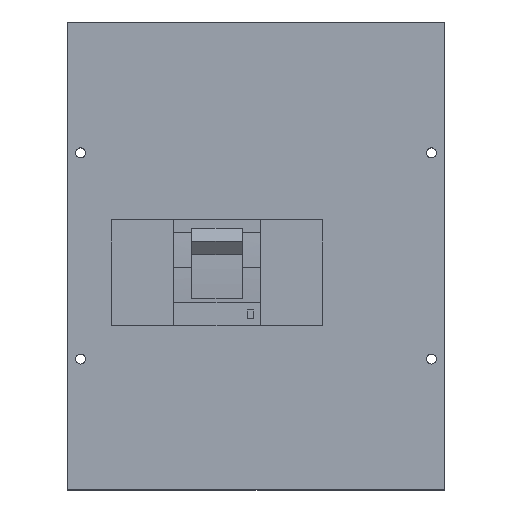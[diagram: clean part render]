
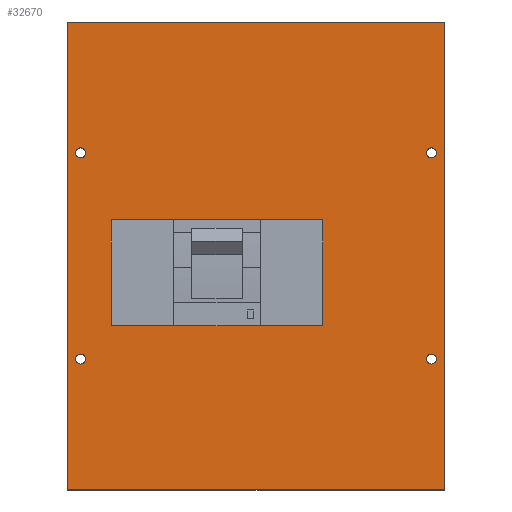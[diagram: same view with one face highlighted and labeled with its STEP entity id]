
A CAD part, top view. The second image highlights one B-rep face of the part: STEP entity #32670.
In plain terms, the highlighted planar face has unit normal (0, 0, 1).
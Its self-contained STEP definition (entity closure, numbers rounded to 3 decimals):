
#30390=CARTESIAN_POINT('',(-134.,225.,
0.));
#30400=VERTEX_POINT('',#30390);
#30480=CARTESIAN_POINT('',(204.,225.,0.
));
#30490=VERTEX_POINT('',#30480);
#30520=CARTESIAN_POINT('',(0.,225.,0.));
#30530=DIRECTION('',(-1.,0.,0.));
#30540=VECTOR('',#30530,1.);
#30550=LINE('',#30520,#30540);
#30560=EDGE_CURVE('',#30490,#30400,#30550,.T.);
#30700=CARTESIAN_POINT('',(-134.,-195.,
0.));
#30710=VERTEX_POINT('',#30700);
#30760=CARTESIAN_POINT('',(-134.,0.,0.));
#30770=DIRECTION('',(0.,-1.,0.));
#30780=VECTOR('',#30770,1.);
#30790=LINE('',#30760,#30780);
#30800=EDGE_CURVE('',#30400,#30710,#30790,.T.);
#30960=CARTESIAN_POINT('',(204.,-195.,
0.));
#30970=VERTEX_POINT('',#30960);
#31000=CARTESIAN_POINT('',(204.,0.,0.));
#31010=DIRECTION('',(0.,1.,0.));
#31020=VECTOR('',#31010,1.);
#31030=LINE('',#31000,#31020);
#31040=EDGE_CURVE('',#30970,#30490,#31030,.T.);
#31170=CARTESIAN_POINT('',(0.,-195.,0.));
#31180=DIRECTION('',(1.,0.,0.));
#31190=VECTOR('',#31180,1.);
#31200=LINE('',#31170,#31190);
#31210=EDGE_CURVE('',#30710,#30970,#31200,.T.);
#31260=CARTESIAN_POINT('',(70.961,114.945,
0.));
#31270=DIRECTION('',(0.,0.,1.));
#31280=DIRECTION('',(1.,0.,0.));
#31290=AXIS2_PLACEMENT_3D('',#31260,#31270,#31280);
#31300=PLANE('',#31290);
#31310=ORIENTED_EDGE('',*,*,#31040,.T.);
#31320=ORIENTED_EDGE('',*,*,#31210,.T.);
#31330=ORIENTED_EDGE('',*,*,#30800,.T.);
#31340=ORIENTED_EDGE('',*,*,#30560,.T.);
#31350=EDGE_LOOP('',(#31340,#31330,#31320,#31310));
#31360=FACE_OUTER_BOUND('',#31350,.T.);
#31370=CARTESIAN_POINT('',(-94.,46.5,0.))
;
#31380=DIRECTION('',(0.,0.,1.));
#31390=DIRECTION('',(1.,0.,0.));
#31400=AXIS2_PLACEMENT_3D('',#31370,#31380,#31390);
#31410=CIRCLE('',#31400,1.);
#31420=CARTESIAN_POINT('',(-94.,47.5,0.))
;
#31430=VERTEX_POINT('',#31420);
#31440=CARTESIAN_POINT('',(-95.,46.5,0.))
;
#31450=VERTEX_POINT('',#31440);
#31460=EDGE_CURVE('',#31430,#31450,#31410,.T.);
#31470=ORIENTED_EDGE('',*,*,#31460,.F.);
#31480=CARTESIAN_POINT('',(-95.,0.,0.));
#31490=DIRECTION('',(0.,-1.,0.));
#31500=VECTOR('',#31490,1.);
#31510=LINE('',#31480,#31500);
#31520=CARTESIAN_POINT('',(-95.,-46.5,0.)
);
#31530=VERTEX_POINT('',#31520);
#31540=EDGE_CURVE('',#31450,#31530,#31510,.T.);
#31550=ORIENTED_EDGE('',*,*,#31540,.F.);
#31560=CARTESIAN_POINT('',(-94.,-46.5,0.)
);
#31570=DIRECTION('',(0.,0.,-1.));
#31580=DIRECTION('',(-1.,0.,0.));
#31590=AXIS2_PLACEMENT_3D('',#31560,#31570,#31580);
#31600=CIRCLE('',#31590,1.);
#31610=CARTESIAN_POINT('',(-94.,-47.5,0.)
);
#31620=VERTEX_POINT('',#31610);
#31630=EDGE_CURVE('',#31620,#31530,#31600,.T.);
#31640=ORIENTED_EDGE('',*,*,#31630,.T.);
#31650=CARTESIAN_POINT('',(0.,-47.5,0.));
#31660=DIRECTION('',(1.,0.,0.));
#31670=VECTOR('',#31660,1.);
#31680=LINE('',#31650,#31670);
#31690=CARTESIAN_POINT('',(94.,-47.5,0.))
;
#31700=VERTEX_POINT('',#31690);
#31710=EDGE_CURVE('',#31620,#31700,#31680,.T.);
#31720=ORIENTED_EDGE('',*,*,#31710,.F.);
#31730=CARTESIAN_POINT('',(94.,-46.5,0.))
;
#31740=DIRECTION('',(0.,0.,1.));
#31750=DIRECTION('',(1.,0.,0.));
#31760=AXIS2_PLACEMENT_3D('',#31730,#31740,#31750);
#31770=CIRCLE('',#31760,1.);
#31780=CARTESIAN_POINT('',(95.,-46.5,0.))
;
#31790=VERTEX_POINT('',#31780);
#31800=EDGE_CURVE('',#31700,#31790,#31770,.T.);
#31810=ORIENTED_EDGE('',*,*,#31800,.F.);
#31820=CARTESIAN_POINT('',(95.,0.,0.));
#31830=DIRECTION('',(0.,1.,0.));
#31840=VECTOR('',#31830,1.);
#31850=LINE('',#31820,#31840);
#31860=CARTESIAN_POINT('',(95.,46.5,0.));
#31870=VERTEX_POINT('',#31860);
#31880=EDGE_CURVE('',#31790,#31870,#31850,.T.);
#31890=ORIENTED_EDGE('',*,*,#31880,.F.);
#31900=CARTESIAN_POINT('',(94.,46.5,0.));
#31910=DIRECTION('',(0.,0.,1.));
#31920=DIRECTION('',(1.,0.,0.));
#31930=AXIS2_PLACEMENT_3D('',#31900,#31910,#31920);
#31940=CIRCLE('',#31930,1.);
#31950=CARTESIAN_POINT('',(94.,47.5,0.));
#31960=VERTEX_POINT('',#31950);
#31970=EDGE_CURVE('',#31870,#31960,#31940,.T.);
#31980=ORIENTED_EDGE('',*,*,#31970,.F.);
#31990=CARTESIAN_POINT('',(0.,47.5,0.));
#32000=DIRECTION('',(-1.,0.,0.));
#32010=VECTOR('',#32000,1.);
#32020=LINE('',#31990,#32010);
#32030=EDGE_CURVE('',#31960,#31430,#32020,.T.);
#32040=ORIENTED_EDGE('',*,*,#32030,.F.);
#32050=EDGE_LOOP('',(#32040,#31980,#31890,#31810,#31720,#31640,#31550,
#31470));
#32060=FACE_BOUND('',#32050,.T.);
#32070=CARTESIAN_POINT('',(-122.5,107.5,
0.));
#32080=DIRECTION('',(0.,0.,1.));
#32090=DIRECTION('',(1.,0.,0.));
#32100=AXIS2_PLACEMENT_3D('',#32070,#32080,#32090);
#32110=CIRCLE('',#32100,4.5);
#32120=CARTESIAN_POINT('',(-118.,107.5,
0.));
#32130=VERTEX_POINT('',#32120);
#32140=CARTESIAN_POINT('',(-127.,107.5,
0.));
#32150=VERTEX_POINT('',#32140);
#32160=EDGE_CURVE('',#32130,#32150,#32110,.T.);
#32170=ORIENTED_EDGE('',*,*,#32160,.F.);
#32180=EDGE_CURVE('',#32150,#32130,#32110,.T.);
#32190=ORIENTED_EDGE('',*,*,#32180,.F.);
#32200=EDGE_LOOP('',(#32190,#32170));
#32210=FACE_BOUND('',#32200,.T.);
#32220=CARTESIAN_POINT('',(-122.5,-77.5,
0.));
#32230=DIRECTION('',(0.,0.,1.));
#32240=DIRECTION('',(1.,0.,0.));
#32250=AXIS2_PLACEMENT_3D('',#32220,#32230,#32240);
#32260=CIRCLE('',#32250,4.5);
#32270=CARTESIAN_POINT('',(-118.,-77.5,
0.));
#32280=VERTEX_POINT('',#32270);
#32290=CARTESIAN_POINT('',(-127.,-77.5,
0.));
#32300=VERTEX_POINT('',#32290);
#32310=EDGE_CURVE('',#32280,#32300,#32260,.T.);
#32320=ORIENTED_EDGE('',*,*,#32310,.F.);
#32330=EDGE_CURVE('',#32300,#32280,#32260,.T.);
#32340=ORIENTED_EDGE('',*,*,#32330,.F.);
#32350=EDGE_LOOP('',(#32340,#32320));
#32360=FACE_BOUND('',#32350,.T.);
#32370=CARTESIAN_POINT('',(192.5,-77.5,
0.));
#32380=DIRECTION('',(0.,0.,1.));
#32390=DIRECTION('',(1.,0.,0.));
#32400=AXIS2_PLACEMENT_3D('',#32370,#32380,#32390);
#32410=CIRCLE('',#32400,4.5);
#32420=CARTESIAN_POINT('',(197.,-77.5,
0.));
#32430=VERTEX_POINT('',#32420);
#32440=CARTESIAN_POINT('',(188.,-77.5,
0.));
#32450=VERTEX_POINT('',#32440);
#32460=EDGE_CURVE('',#32430,#32450,#32410,.T.);
#32470=ORIENTED_EDGE('',*,*,#32460,.F.);
#32480=EDGE_CURVE('',#32450,#32430,#32410,.T.);
#32490=ORIENTED_EDGE('',*,*,#32480,.F.);
#32500=EDGE_LOOP('',(#32490,#32470));
#32510=FACE_BOUND('',#32500,.T.);
#32520=CARTESIAN_POINT('',(192.5,107.5,
0.));
#32530=DIRECTION('',(0.,0.,1.));
#32540=DIRECTION('',(1.,0.,0.));
#32550=AXIS2_PLACEMENT_3D('',#32520,#32530,#32540);
#32560=CIRCLE('',#32550,4.5);
#32570=CARTESIAN_POINT('',(197.,107.5,
0.));
#32580=VERTEX_POINT('',#32570);
#32590=CARTESIAN_POINT('',(188.,107.5,
0.));
#32600=VERTEX_POINT('',#32590);
#32610=EDGE_CURVE('',#32580,#32600,#32560,.T.);
#32620=ORIENTED_EDGE('',*,*,#32610,.F.);
#32630=EDGE_CURVE('',#32600,#32580,#32560,.T.);
#32640=ORIENTED_EDGE('',*,*,#32630,.F.);
#32650=EDGE_LOOP('',(#32640,#32620));
#32660=FACE_BOUND('',#32650,.T.);
#32670=ADVANCED_FACE('',(#31360,#32060,#32210,#32360,#32510,#32660),
#31300,.T.);
